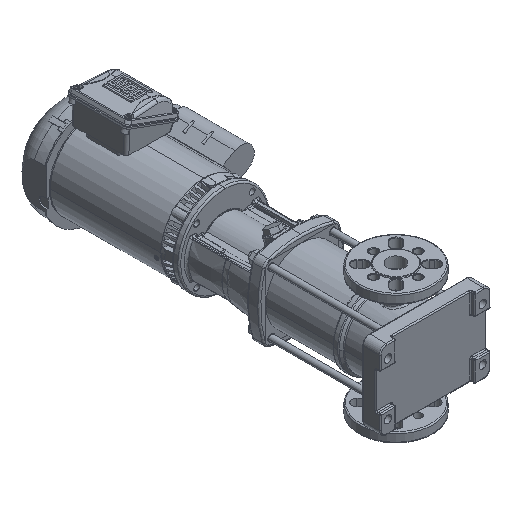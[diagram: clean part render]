
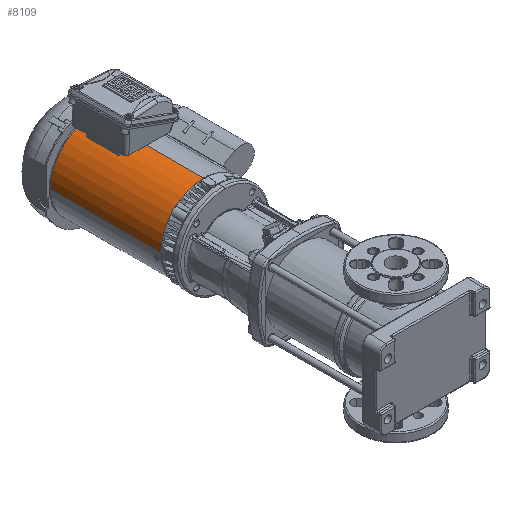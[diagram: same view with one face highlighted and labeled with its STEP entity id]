
A CAD part, isometric view. The second image highlights one B-rep face of the part: STEP entity #8109.
In plain terms, the highlighted cylindrical face has radius 81.875 mm (diameter 163.75 mm), a partial arc.
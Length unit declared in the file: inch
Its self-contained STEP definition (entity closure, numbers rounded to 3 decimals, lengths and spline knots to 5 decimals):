
#2022 = VECTOR ( 'NONE', #52475, 39.37008 ) ;
#2303 = EDGE_CURVE ( 'NONE', #38290, #20830, #23258, .T. ) ;
#2876 = AXIS2_PLACEMENT_3D ( 'NONE', #28557, #61756, #94925 ) ;
#3676 = DIRECTION ( 'NONE',  ( 0., 0., -1. ) ) ;
#5469 = ORIENTED_EDGE ( 'NONE', *, *, #14237, .T. ) ;
#8109 = ADVANCED_FACE ( 'NONE', ( #12231 ), #72614, .T. ) ;
#8767 = CIRCLE ( 'NONE', #15743, 3.22343 ) ;
#9942 = ORIENTED_EDGE ( 'NONE', *, *, #2303, .T. ) ;
#11457 = DIRECTION ( 'NONE',  ( 0., 0., 1. ) ) ;
#12231 = FACE_OUTER_BOUND ( 'NONE', #35305, .T. ) ;
#14237 = EDGE_CURVE ( 'NONE', #20830, #77751, #51939, .T. ) ;
#15743 = AXIS2_PLACEMENT_3D ( 'NONE', #96701, #22172, #11457 ) ;
#16608 = CARTESIAN_POINT ( 'NONE',  ( -8.26772, -3.22343, 0.00056 ) ) ;
#20074 = DIRECTION ( 'NONE',  ( -1., 0., 0. ) ) ;
#20830 = VERTEX_POINT ( 'NONE', #56464 ) ;
#21244 = ORIENTED_EDGE ( 'NONE', *, *, #60323, .F. ) ;
#22166 = CARTESIAN_POINT ( 'NONE',  ( 0., 0., 0. ) ) ;
#22172 = DIRECTION ( 'NONE',  ( 1., 0., 0. ) ) ;
#23258 = CIRCLE ( 'NONE', #42357, 3.22343 ) ;
#28557 = CARTESIAN_POINT ( 'NONE',  ( 21.63732, 0., 0. ) ) ;
#35305 = EDGE_LOOP ( 'NONE', ( #9942, #5469, #101263, #21244 ) ) ;
#37374 = VECTOR ( 'NONE', #20074, 39.37008 ) ;
#38290 = VERTEX_POINT ( 'NONE', #89907 ) ;
#42357 = AXIS2_PLACEMENT_3D ( 'NONE', #22166, #63520, #3676 ) ;
#51939 = LINE ( 'NONE', #85119, #2022 ) ;
#52475 = DIRECTION ( 'NONE',  ( -1., 0., 0. ) ) ;
#56464 = CARTESIAN_POINT ( 'NONE',  ( 0., 0., 3.22343 ) ) ;
#60323 = EDGE_CURVE ( 'NONE', #38290, #79249, #95155, .T. ) ;
#61756 = DIRECTION ( 'NONE',  ( -1., 0., 0. ) ) ;
#63520 = DIRECTION ( 'NONE',  ( -1., 0., 0. ) ) ;
#72614 = CYLINDRICAL_SURFACE ( 'NONE', #2876, 3.22343 ) ;
#76684 = CARTESIAN_POINT ( 'NONE',  ( 21.63732, -3.22343, 0.00056 ) ) ;
#77751 = VERTEX_POINT ( 'NONE', #86835 ) ;
#79249 = VERTEX_POINT ( 'NONE', #16608 ) ;
#85119 = CARTESIAN_POINT ( 'NONE',  ( 21.63732, 0., 3.22343 ) ) ;
#86835 = CARTESIAN_POINT ( 'NONE',  ( -8.26772, 0., 3.22343 ) ) ;
#89907 = CARTESIAN_POINT ( 'NONE',  ( 0., -3.22343, 0.00056 ) ) ;
#94925 = DIRECTION ( 'NONE',  ( 0., 0., 1. ) ) ;
#95155 = LINE ( 'NONE', #76684, #37374 ) ;
#96701 = CARTESIAN_POINT ( 'NONE',  ( -8.26772, 0., 0. ) ) ;
#98384 = EDGE_CURVE ( 'NONE', #77751, #79249, #8767, .T. ) ;
#101263 = ORIENTED_EDGE ( 'NONE', *, *, #98384, .T. ) ;
